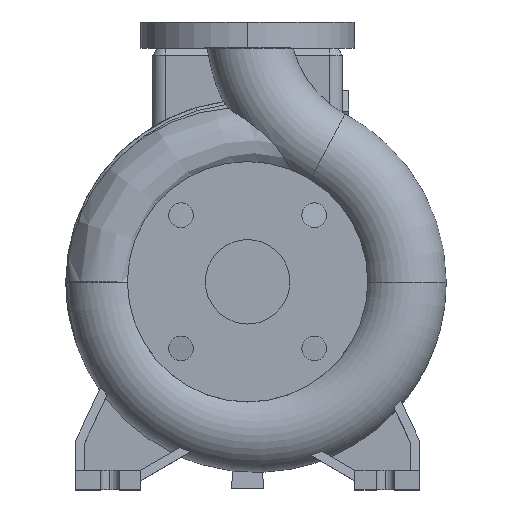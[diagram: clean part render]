
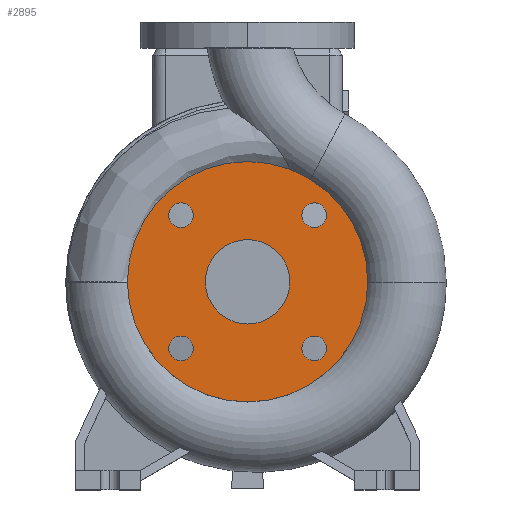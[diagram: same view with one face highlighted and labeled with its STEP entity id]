
A CAD part, top view. The second image highlights one B-rep face of the part: STEP entity #2895.
In plain terms, the highlighted planar face has unit normal (0, 0, 1).
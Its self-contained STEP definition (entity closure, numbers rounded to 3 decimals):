
#15 = ORIENTED_EDGE ( 'NONE', *, *, #3345, .F. ) ;
#339 = CARTESIAN_POINT ( 'NONE',  ( 0., 0., 100. ) ) ;
#424 = AXIS2_PLACEMENT_3D ( 'NONE', #8819, #8892, #3564 ) ;
#484 = VERTEX_POINT ( 'NONE', #12655 ) ;
#1068 = DIRECTION ( 'NONE',  ( 1., 0., 0. ) ) ;
#1101 = AXIS2_PLACEMENT_3D ( 'NONE', #2219, #2148, #1068 ) ;
#1211 = DIRECTION ( 'NONE',  ( 1., 0., 0. ) ) ;
#1228 = CARTESIAN_POINT ( 'NONE',  ( -51.265, 51.265, 100. ) ) ;
#1238 = CARTESIAN_POINT ( 'NONE',  ( -92.5, 0., 100. ) ) ;
#1257 = DIRECTION ( 'NONE',  ( 0., 0., 1. ) ) ;
#1345 = CIRCLE ( 'NONE', #1101, 9.5 ) ;
#1656 = DIRECTION ( 'NONE',  ( 1., 0., 0. ) ) ;
#1788 = AXIS2_PLACEMENT_3D ( 'NONE', #5875, #11348, #6747 ) ;
#2020 = VERTEX_POINT ( 'NONE', #13139 ) ;
#2022 = CARTESIAN_POINT ( 'NONE',  ( 92.5, 0., 100. ) ) ;
#2096 = DIRECTION ( 'NONE',  ( 0., 0., 1. ) ) ;
#2125 = EDGE_LOOP ( 'NONE', ( #9194, #15 ) ) ;
#2148 = DIRECTION ( 'NONE',  ( 0., 0., 1. ) ) ;
#2164 = CARTESIAN_POINT ( 'NONE',  ( -60.765, 51.265, 100. ) ) ;
#2219 = CARTESIAN_POINT ( 'NONE',  ( -51.265, 51.265, 100. ) ) ;
#2259 = DIRECTION ( 'NONE',  ( 1., 0., 0. ) ) ;
#2361 = DIRECTION ( 'NONE',  ( 0., 0., -1. ) ) ;
#2426 = CARTESIAN_POINT ( 'NONE',  ( -51.265, -51.265, 100. ) ) ;
#2506 = AXIS2_PLACEMENT_3D ( 'NONE', #10985, #1257, #2259 ) ;
#2507 = DIRECTION ( 'NONE',  ( -1., 0., 0. ) ) ;
#2530 = CARTESIAN_POINT ( 'NONE',  ( 51.265, -51.265, 100. ) ) ;
#2683 = EDGE_LOOP ( 'NONE', ( #3176, #2797 ) ) ;
#2797 = ORIENTED_EDGE ( 'NONE', *, *, #6754, .F. ) ;
#2865 = EDGE_LOOP ( 'NONE', ( #4542, #5639 ) ) ;
#2883 = DIRECTION ( 'NONE',  ( 0., 0., 1. ) ) ;
#2895 = ADVANCED_FACE ( 'NONE', ( #3373, #11297, #6688, #6830, #4674, #3448 ), #12377, .F. ) ;
#2931 = EDGE_LOOP ( 'NONE', ( #10908, #9537 ) ) ;
#3055 = VERTEX_POINT ( 'NONE', #3806 ) ;
#3176 = ORIENTED_EDGE ( 'NONE', *, *, #5806, .F. ) ;
#3209 = VERTEX_POINT ( 'NONE', #13948 ) ;
#3255 = DIRECTION ( 'NONE',  ( 1., 0., 0. ) ) ;
#3345 = EDGE_CURVE ( 'NONE', #5903, #7288, #12588, .T. ) ;
#3373 = FACE_BOUND ( 'NONE', #2125, .T. ) ;
#3448 = FACE_BOUND ( 'NONE', #2683, .T. ) ;
#3564 = DIRECTION ( 'NONE',  ( 1., 0., 0. ) ) ;
#3620 = EDGE_LOOP ( 'NONE', ( #9766, #4115 ) ) ;
#3688 = DIRECTION ( 'NONE',  ( 0., 0., 1. ) ) ;
#3710 = VERTEX_POINT ( 'NONE', #13518 ) ;
#3713 = EDGE_CURVE ( 'NONE', #3710, #3209, #8448, .T. ) ;
#3806 = CARTESIAN_POINT ( 'NONE',  ( -41.765, 51.265, 100. ) ) ;
#4115 = ORIENTED_EDGE ( 'NONE', *, *, #9939, .F. ) ;
#4331 = VERTEX_POINT ( 'NONE', #2164 ) ;
#4542 = ORIENTED_EDGE ( 'NONE', *, *, #6071, .F. ) ;
#4660 = EDGE_CURVE ( 'NONE', #7288, #5903, #7750, .T. ) ;
#4674 = FACE_BOUND ( 'NONE', #3620, .T. ) ;
#4828 = CARTESIAN_POINT ( 'NONE',  ( -51.265, -51.265, 100. ) ) ;
#4914 = ORIENTED_EDGE ( 'NONE', *, *, #4950, .T. ) ;
#4950 = EDGE_CURVE ( 'NONE', #8530, #10939, #10981, .T. ) ;
#5131 = VERTEX_POINT ( 'NONE', #11445 ) ;
#5639 = ORIENTED_EDGE ( 'NONE', *, *, #11062, .F. ) ;
#5687 = EDGE_CURVE ( 'NONE', #10939, #8530, #8237, .T. ) ;
#5698 = AXIS2_PLACEMENT_3D ( 'NONE', #7842, #2361, #2507 ) ;
#5702 = DIRECTION ( 'NONE',  ( 0., 0., 1. ) ) ;
#5806 = EDGE_CURVE ( 'NONE', #5131, #9122, #8695, .T. ) ;
#5875 = CARTESIAN_POINT ( 'NONE',  ( 51.265, 51.265, 100. ) ) ;
#5903 = VERTEX_POINT ( 'NONE', #5987 ) ;
#5987 = CARTESIAN_POINT ( 'NONE',  ( -32.5, 0., 100. ) ) ;
#6071 = EDGE_CURVE ( 'NONE', #3055, #4331, #1345, .T. ) ;
#6371 = AXIS2_PLACEMENT_3D ( 'NONE', #11243, #12466, #1656 ) ;
#6687 = EDGE_CURVE ( 'NONE', #3209, #3710, #9405, .T. ) ;
#6688 = FACE_BOUND ( 'NONE', #2931, .T. ) ;
#6747 = DIRECTION ( 'NONE',  ( 1., 0., 0. ) ) ;
#6754 = EDGE_CURVE ( 'NONE', #9122, #5131, #8714, .T. ) ;
#6758 = CIRCLE ( 'NONE', #11814, 9.5 ) ;
#6780 = DIRECTION ( 'NONE',  ( 0., 0., 1. ) ) ;
#6822 = DIRECTION ( 'NONE',  ( 0., 0., 1. ) ) ;
#6830 = FACE_BOUND ( 'NONE', #2865, .T. ) ;
#6859 = AXIS2_PLACEMENT_3D ( 'NONE', #11972, #2096, #3255 ) ;
#6984 = DIRECTION ( 'NONE',  ( 1., 0., 0. ) ) ;
#7288 = VERTEX_POINT ( 'NONE', #9599 ) ;
#7677 = ORIENTED_EDGE ( 'NONE', *, *, #5687, .T. ) ;
#7750 = CIRCLE ( 'NONE', #12353, 32.5 ) ;
#7842 = CARTESIAN_POINT ( 'NONE',  ( 0., 92.5, 100. ) ) ;
#7982 = CIRCLE ( 'NONE', #9357, 9.5 ) ;
#8186 = DIRECTION ( 'NONE',  ( 1., 0., 0. ) ) ;
#8225 = AXIS2_PLACEMENT_3D ( 'NONE', #339, #8925, #1211 ) ;
#8237 = CIRCLE ( 'NONE', #6859, 92.5 ) ;
#8448 = CIRCLE ( 'NONE', #1788, 9.5 ) ;
#8530 = VERTEX_POINT ( 'NONE', #1238 ) ;
#8695 = CIRCLE ( 'NONE', #13071, 9.5 ) ;
#8714 = CIRCLE ( 'NONE', #2506, 9.5 ) ;
#8819 = CARTESIAN_POINT ( 'NONE',  ( 51.265, 51.265, 100. ) ) ;
#8892 = DIRECTION ( 'NONE',  ( 0., 0., 1. ) ) ;
#8925 = DIRECTION ( 'NONE',  ( 0., 0., 1. ) ) ;
#9045 = EDGE_CURVE ( 'NONE', #2020, #484, #7982, .T. ) ;
#9085 = DIRECTION ( 'NONE',  ( 1., 0., 0. ) ) ;
#9122 = VERTEX_POINT ( 'NONE', #12251 ) ;
#9194 = ORIENTED_EDGE ( 'NONE', *, *, #4660, .F. ) ;
#9305 = CIRCLE ( 'NONE', #11152, 9.5 ) ;
#9357 = AXIS2_PLACEMENT_3D ( 'NONE', #4828, #5702, #6984 ) ;
#9405 = CIRCLE ( 'NONE', #424, 9.5 ) ;
#9503 = CARTESIAN_POINT ( 'NONE',  ( 0., 0., 100. ) ) ;
#9537 = ORIENTED_EDGE ( 'NONE', *, *, #6687, .F. ) ;
#9599 = CARTESIAN_POINT ( 'NONE',  ( 32.5, 0., 100. ) ) ;
#9766 = ORIENTED_EDGE ( 'NONE', *, *, #9045, .F. ) ;
#9939 = EDGE_CURVE ( 'NONE', #484, #2020, #6758, .T. ) ;
#10523 = DIRECTION ( 'NONE',  ( 1., 0., 0. ) ) ;
#10908 = ORIENTED_EDGE ( 'NONE', *, *, #3713, .F. ) ;
#10939 = VERTEX_POINT ( 'NONE', #2022 ) ;
#10981 = CIRCLE ( 'NONE', #8225, 92.5 ) ;
#10985 = CARTESIAN_POINT ( 'NONE',  ( 51.265, -51.265, 100. ) ) ;
#11062 = EDGE_CURVE ( 'NONE', #4331, #3055, #9305, .T. ) ;
#11152 = AXIS2_PLACEMENT_3D ( 'NONE', #1228, #6780, #13484 ) ;
#11202 = EDGE_LOOP ( 'NONE', ( #7677, #4914 ) ) ;
#11243 = CARTESIAN_POINT ( 'NONE',  ( 0., 0., 100. ) ) ;
#11297 = FACE_OUTER_BOUND ( 'NONE', #11202, .T. ) ;
#11348 = DIRECTION ( 'NONE',  ( 0., 0., 1. ) ) ;
#11445 = CARTESIAN_POINT ( 'NONE',  ( 60.765, -51.265, 100. ) ) ;
#11814 = AXIS2_PLACEMENT_3D ( 'NONE', #2426, #6822, #8186 ) ;
#11972 = CARTESIAN_POINT ( 'NONE',  ( 0., 0., 100. ) ) ;
#12251 = CARTESIAN_POINT ( 'NONE',  ( 41.765, -51.265, 100. ) ) ;
#12353 = AXIS2_PLACEMENT_3D ( 'NONE', #9503, #2883, #10523 ) ;
#12377 = PLANE ( 'NONE',  #5698 ) ;
#12466 = DIRECTION ( 'NONE',  ( 0., 0., 1. ) ) ;
#12588 = CIRCLE ( 'NONE', #6371, 32.5 ) ;
#12655 = CARTESIAN_POINT ( 'NONE',  ( -60.765, -51.265, 100. ) ) ;
#13071 = AXIS2_PLACEMENT_3D ( 'NONE', #2530, #3688, #9085 ) ;
#13139 = CARTESIAN_POINT ( 'NONE',  ( -41.765, -51.265, 100. ) ) ;
#13484 = DIRECTION ( 'NONE',  ( 1., 0., 0. ) ) ;
#13518 = CARTESIAN_POINT ( 'NONE',  ( 60.765, 51.265, 100. ) ) ;
#13948 = CARTESIAN_POINT ( 'NONE',  ( 41.765, 51.265, 100. ) ) ;
